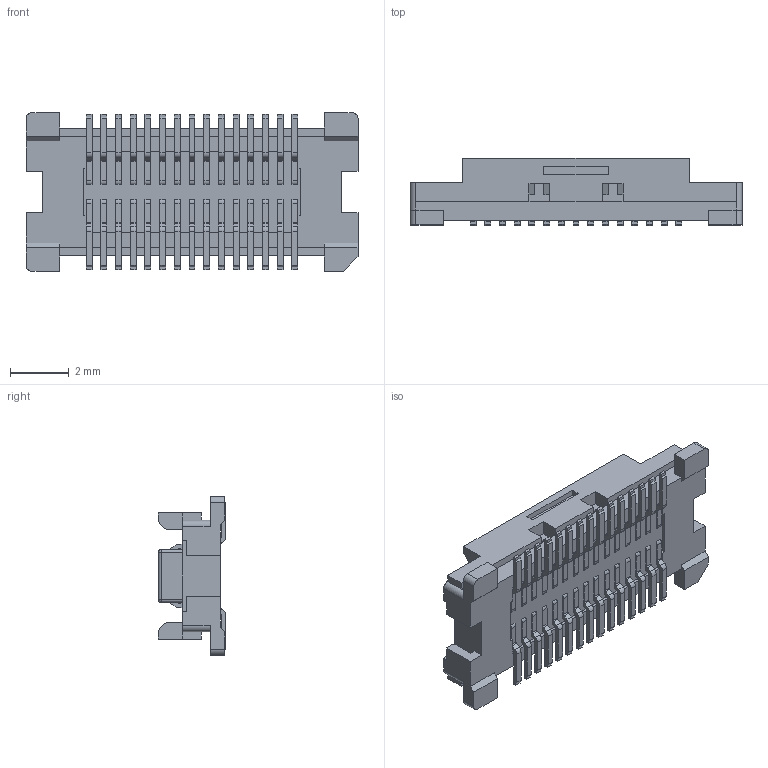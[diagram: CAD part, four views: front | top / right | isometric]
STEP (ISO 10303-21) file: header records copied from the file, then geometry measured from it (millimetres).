
FILE_DESCRIPTION((''),'2;1');
FILE_NAME('529910308','2021-05-10T',('gga'),(''),'PRO/ENGINEER BY PARAMETRIC TECHNOLOGY CORPORATION, 2016010','PRO/ENGINEER BY PARAMETRIC TECHNOLOGY CORPORATION, 2016010','');
FILE_SCHEMA(('CONFIG_CONTROL_DESIGN'));
Length unit declared in the file: millimetre
Products named in the file (1): 529910308
Bounding box: 11.3 x 2.3 x 5.4 mm (x, y, z)
Volume: 61.7 mm3; surface area: 273.8 mm2
Topology: 1 solids, 1 shells, 834 faces, 2506 edges, 1696 vertices
Faces by surface type: plane 631, cylinder 199, sphere 4
Entity records: 27933 total; most frequent: CARTESIAN_POINT 4949, ORIENTED_EDGE 4772, DIRECTION 4570, EDGE_CURVE 2386, VECTOR 2104, LINE 2104, VERTEX_POINT 1576, AXIS2_PLACEMENT_3D 1233
